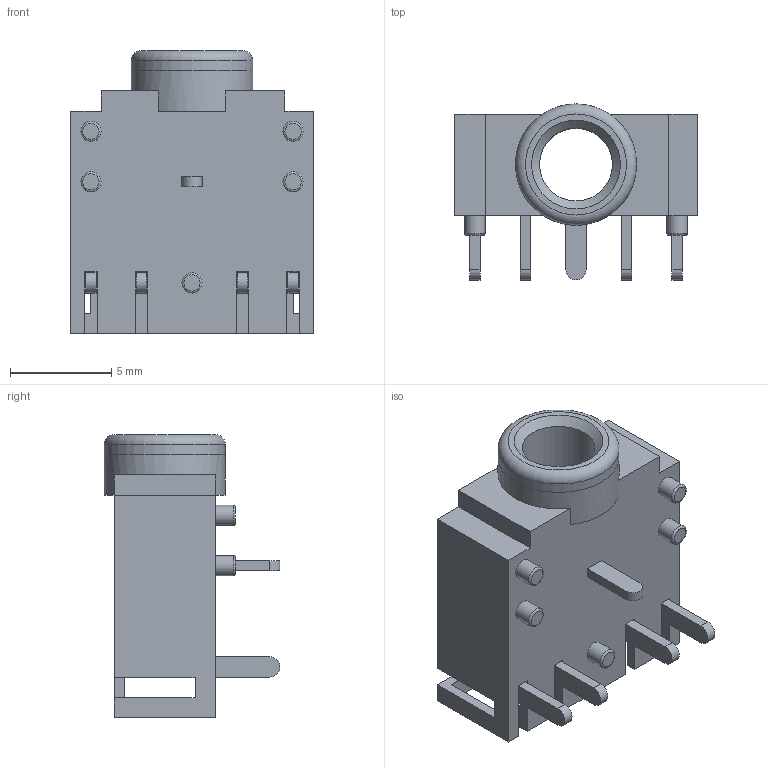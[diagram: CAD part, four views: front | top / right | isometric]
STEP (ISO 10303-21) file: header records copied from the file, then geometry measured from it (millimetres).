
FILE_DESCRIPTION(/* description */ (''),/* implementation_level */ '2;1');
FILE_NAME(/* name */ 'pj-307.step',/* time_stamp */ '2018-09-19T01:25:42+03:00',/* author */ (''),/* organization */ (''),/* preprocessor_version */ 'ST-DEVELOPER v17.2',/* originating_system */ 'Autodesk Translation Framework v7.6.0.251',/* authorisation */ '');
FILE_SCHEMA (('AUTOMOTIVE_DESIGN { 1 0 10303 214 3 1 1 }'));
Length unit declared in the file: millimetre
Products named in the file (1): pj-307
Bounding box: 12 x 8.7 x 14 mm (x, y, z)
Volume: 496.9 mm3; surface area: 1138.5 mm2
Topology: 7 solids, 7 shells, 100 faces, 258 edges, 173 vertices
Faces by surface type: plane 78, cylinder 15, torus 6, cone 1
Full cylindrical faces by diameter (mm): 1 x5, 3.6 x1, 4 x2, 6 x2
Entity records: 3104 total; most frequent: CARTESIAN_POINT 532, DIRECTION 521, ORIENTED_EDGE 516, EDGE_CURVE 258, LINE 197, VECTOR 197, VERTEX_POINT 173, AXIS2_PLACEMENT_3D 162
